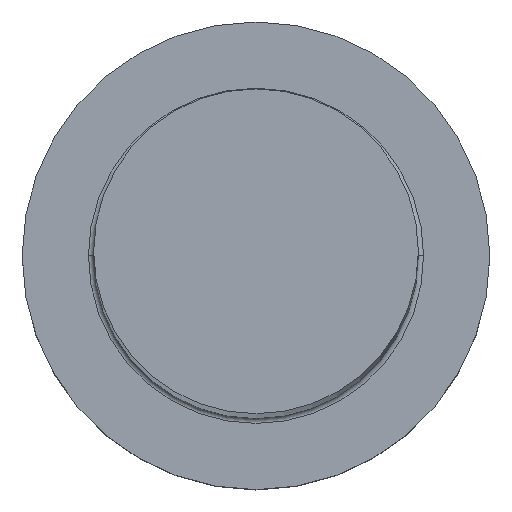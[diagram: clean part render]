
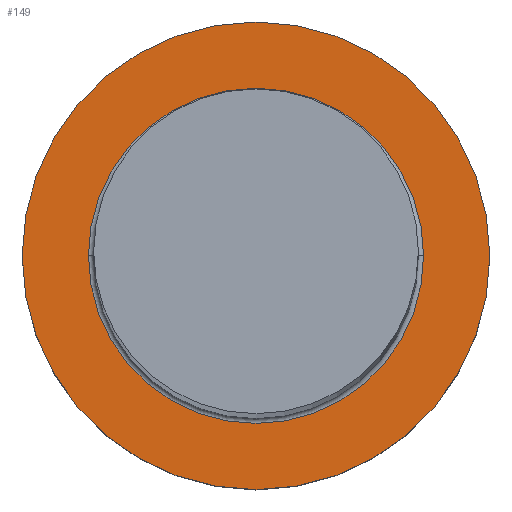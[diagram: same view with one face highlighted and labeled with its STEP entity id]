
A CAD part, top view. The second image highlights one B-rep face of the part: STEP entity #149.
In plain terms, the highlighted planar face has unit normal (0, 0, 1).
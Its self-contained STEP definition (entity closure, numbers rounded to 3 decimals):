
#1 = CARTESIAN_POINT ( 'NONE',  ( 0., 0., 7. ) ) ;
#5 = PLANE ( 'NONE',  #103 ) ;
#7 = CARTESIAN_POINT ( 'NONE',  ( 0., 0., 7. ) ) ;
#20 = AXIS2_PLACEMENT_3D ( 'NONE', #7, #231, #203 ) ;
#21 = DIRECTION ( 'NONE',  ( 0., 0., -1. ) ) ;
#23 = CARTESIAN_POINT ( 'NONE',  ( 0., 0., 7. ) ) ;
#33 = FACE_OUTER_BOUND ( 'NONE', #191, .T. ) ;
#36 = CIRCLE ( 'NONE', #72, 9. ) ;
#38 = DIRECTION ( 'NONE',  ( 1., 0., 0. ) ) ;
#42 = EDGE_CURVE ( 'NONE', #192, #45, #36, .T. ) ;
#45 = VERTEX_POINT ( 'NONE', #117 ) ;
#46 = CIRCLE ( 'NONE', #20, 6.45 ) ;
#71 = DIRECTION ( 'NONE',  ( 0., 0., 1. ) ) ;
#72 = AXIS2_PLACEMENT_3D ( 'NONE', #256, #115, #38 ) ;
#79 = DIRECTION ( 'NONE',  ( 1., 0., 0. ) ) ;
#85 = FACE_BOUND ( 'NONE', #142, .T. ) ;
#86 = DIRECTION ( 'NONE',  ( 0., 0., 1. ) ) ;
#91 = CIRCLE ( 'NONE', #129, 6.45 ) ;
#100 = DIRECTION ( 'NONE',  ( 1., 0., 0. ) ) ;
#101 = DIRECTION ( 'NONE',  ( 1., 0., 0. ) ) ;
#103 = AXIS2_PLACEMENT_3D ( 'NONE', #159, #86, #79 ) ;
#104 = CARTESIAN_POINT ( 'NONE',  ( 9., 0., 7. ) ) ;
#110 = ORIENTED_EDGE ( 'NONE', *, *, #252, .T. ) ;
#115 = DIRECTION ( 'NONE',  ( 0., 0., 1. ) ) ;
#117 = CARTESIAN_POINT ( 'NONE',  ( -9., 0., 7. ) ) ;
#120 = VERTEX_POINT ( 'NONE', #271 ) ;
#121 = EDGE_CURVE ( 'NONE', #239, #120, #46, .T. ) ;
#129 = AXIS2_PLACEMENT_3D ( 'NONE', #23, #21, #101 ) ;
#142 = EDGE_LOOP ( 'NONE', ( #277, #238 ) ) ;
#149 = ADVANCED_FACE ( 'NONE', ( #85, #33 ), #5, .T. ) ;
#159 = CARTESIAN_POINT ( 'NONE',  ( 0., 0., 7. ) ) ;
#191 = EDGE_LOOP ( 'NONE', ( #110, #216 ) ) ;
#192 = VERTEX_POINT ( 'NONE', #104 ) ;
#199 = CIRCLE ( 'NONE', #247, 9. ) ;
#203 = DIRECTION ( 'NONE',  ( 1., 0., 0. ) ) ;
#216 = ORIENTED_EDGE ( 'NONE', *, *, #42, .T. ) ;
#219 = CARTESIAN_POINT ( 'NONE',  ( 6.45, 0., 7. ) ) ;
#231 = DIRECTION ( 'NONE',  ( 0., 0., -1. ) ) ;
#238 = ORIENTED_EDGE ( 'NONE', *, *, #250, .T. ) ;
#239 = VERTEX_POINT ( 'NONE', #219 ) ;
#247 = AXIS2_PLACEMENT_3D ( 'NONE', #1, #71, #100 ) ;
#250 = EDGE_CURVE ( 'NONE', #120, #239, #91, .T. ) ;
#252 = EDGE_CURVE ( 'NONE', #45, #192, #199, .T. ) ;
#256 = CARTESIAN_POINT ( 'NONE',  ( 0., 0., 7. ) ) ;
#271 = CARTESIAN_POINT ( 'NONE',  ( -6.45, 0., 7. ) ) ;
#277 = ORIENTED_EDGE ( 'NONE', *, *, #121, .T. ) ;
